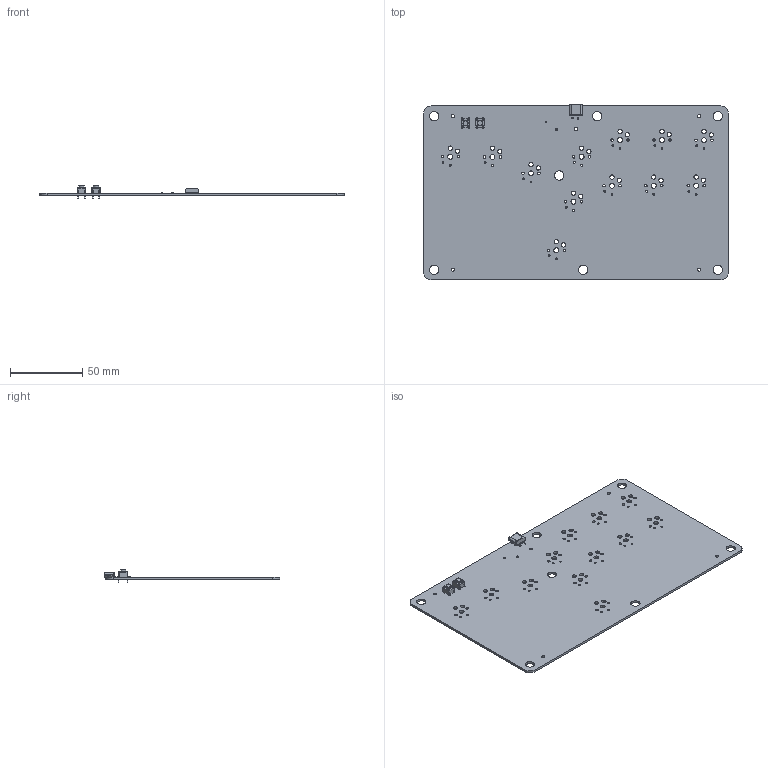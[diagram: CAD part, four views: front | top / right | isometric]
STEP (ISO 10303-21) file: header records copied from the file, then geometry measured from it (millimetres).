
FILE_DESCRIPTION(('KiCad electronic assembly'),'2;1');
FILE_NAME('Flatbox-rev6-pcb.step','2024-05-20T18:20:14',('Pcbnew'),( 'Kicad'),'Open CASCADE STEP processor 7.7','KiCad to STEP converter' ,'Unknown');
FILE_SCHEMA(('AUTOMOTIVE_DESIGN { 1 0 10303 214 1 1 1 1 }'));
Length unit declared in the file: millimetre
Products named in the file (10): Flatbox-rev6-pcb 1; SW_PUSH_6mm_H5mm; SW_PUSH_6mm_h5mm; R_0402_1005Metric; HRO-TYPE-C-31-M-12; HRO  TYPE-C-31-M-12 v4; C_0402_1005Metric; Flatbox-rev6_PCB
Assembly tree (13 placements, depth 3):
  Flatbox-rev6-pcb 1
    SW_PUSH_6mm_H5mm  x2
      SW_PUSH_6mm_h5mm
    R_0402_1005Metric  x3
      R_0402_1005Metric
    HRO-TYPE-C-31-M-12
      HRO  TYPE-C-31-M-12 v4
    C_0402_1005Metric  x2
      C_0402_1005Metric
    Flatbox-rev6_PCB
Bounding box: 210 x 121.25 x 8.5 mm (x, y, z)
Volume: 39688.1 mm3; surface area: 52313.6 mm2
Topology: 9 solids, 9 shells, 612 faces, 1662 edges, 1086 vertices
Faces by surface type: plane 330, cylinder 270, cone 10, torus 2
Full cylindrical faces by diameter (mm): 0.5 x2, 0.65 x2, 1 x8, 1.1 x8, 1.27 x24, 1.702 x24, 2.2 x5, 3 x24, 3.429 x12, 3.5 x2, 6.4 x7
Entity records: 15444 total; most frequent: DIRECTION 2483, CARTESIAN_POINT 2389, ORIENTED_EDGE 2354, EDGE_CURVE 1177, AXIS2_PLACEMENT_3D 865, VERTEX_POINT 771, LINE 753, VECTOR 753
